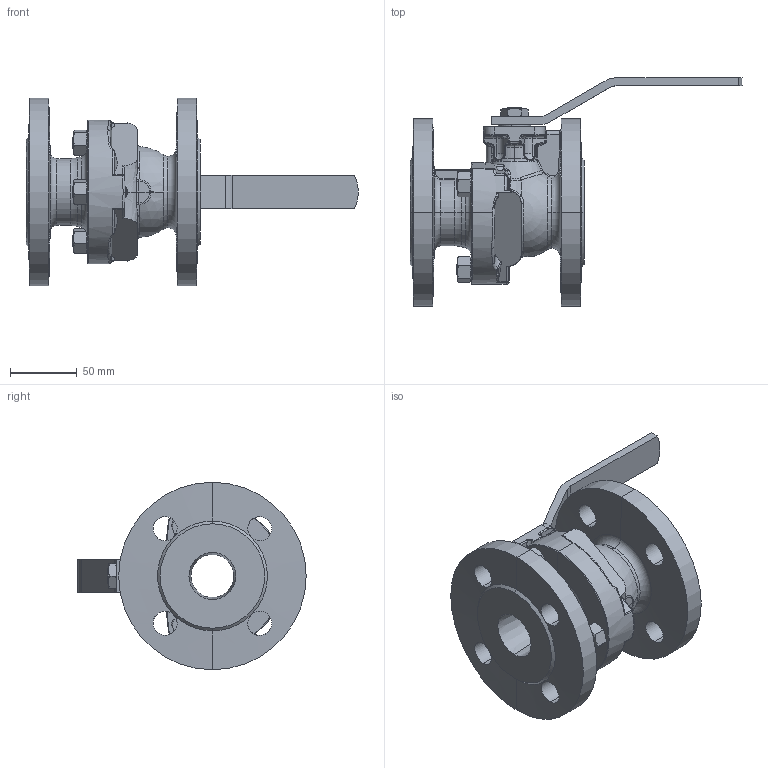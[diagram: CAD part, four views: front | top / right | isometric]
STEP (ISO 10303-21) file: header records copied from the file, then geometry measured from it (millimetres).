
FILE_DESCRIPTION (( 'STEP AP203' ), '1' );
FILE_NAME ('B2.DN032.STEP', '2011-03-07T07:44:51', ( ' ' ), ( '' ), 'SwSTEP 2.0', 'SolidWorks 2009', '' );
FILE_SCHEMA (( 'CONFIG_CONTROL_DESIGN' ));
Products named in the file (1): B2.DN032
Bounding box: 247.89 x 170.5 x 140 mm (x, y, z)
Volume: 819159.6 mm3; surface area: 138866.9 mm2
Topology: 1 solids, 3 shells, 721 faces, 1787 edges, 1072 vertices
Faces by surface type: bspline 220, cylinder 170, plane 133, cone 129, torus 61, sphere 8
Entity records: 29491 total; most frequent: CARTESIAN_POINT 14385, ORIENTED_EDGE 3558, DIRECTION 2659, EDGE_CURVE 1779, AXIS2_PLACEMENT_3D 1111, VERTEX_POINT 1071, EDGE_LOOP 754, FACE_OUTER_BOUND 721
